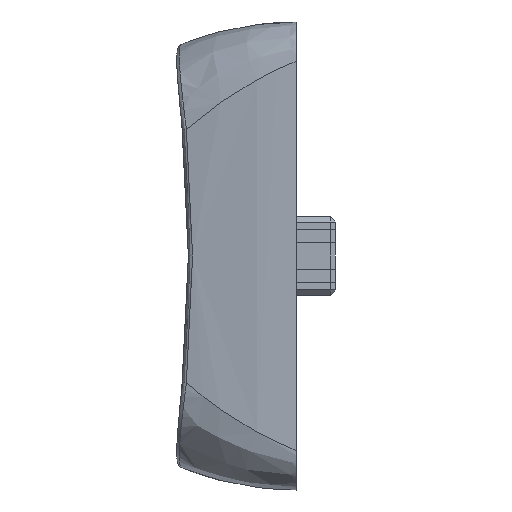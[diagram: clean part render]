
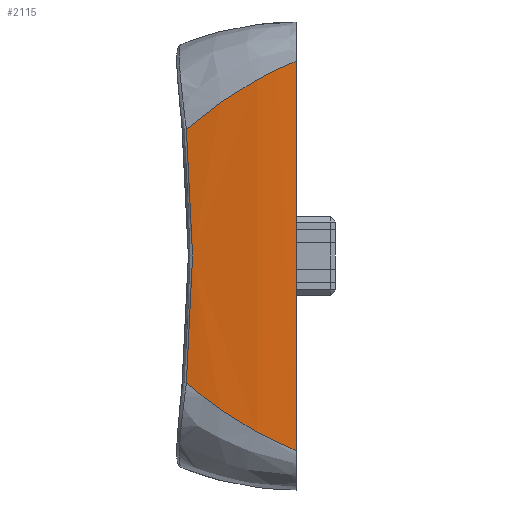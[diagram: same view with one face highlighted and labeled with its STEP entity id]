
A CAD part, left-side view. The second image highlights one B-rep face of the part: STEP entity #2115.
In plain terms, the highlighted cylindrical face has radius 20.743 mm (diameter 41.487 mm), a partial arc.
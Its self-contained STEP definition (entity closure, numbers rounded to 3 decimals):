
#115=LINE('',#3971,#343);
#343=VECTOR('',#2403,10.);
#571=CYLINDRICAL_SURFACE('',#2252,20.743);
#603=FACE_OUTER_BOUND('',#730,.T.);
#730=EDGE_LOOP('',(#1537,#1538,#1539,#1540));
#876=B_SPLINE_CURVE_WITH_KNOTS('',3,(#3712,#3713,#3714,#3715),
 .UNSPECIFIED.,.F.,.F.,(4,4),(-0.97,0.),.UNSPECIFIED.);
#884=B_SPLINE_CURVE_WITH_KNOTS('',3,(#3932,#3933,#3934,#3935,#3936,#3937,
#3938,#3939),.UNSPECIFIED.,.F.,.F.,(4,2,2,4),(-0.089,0.,0.405,
0.405),.UNSPECIFIED.);
#887=B_SPLINE_CURVE_WITH_KNOTS('',3,(#3963,#3964,#3965,#3966,#3967,#3968,
#3969,#3970),.UNSPECIFIED.,.F.,.F.,(4,2,2,4),(0.,0.,0.405,
0.494),.UNSPECIFIED.);
#960=VERTEX_POINT('',#3641);
#964=VERTEX_POINT('',#3711);
#970=VERTEX_POINT('',#3931);
#972=VERTEX_POINT('',#3962);
#1175=EDGE_CURVE('',#960,#964,#876,.T.);
#1186=EDGE_CURVE('',#964,#970,#884,.T.);
#1189=EDGE_CURVE('',#972,#960,#887,.T.);
#1190=EDGE_CURVE('',#970,#972,#115,.T.);
#1537=ORIENTED_EDGE('',*,*,#1175,.F.);
#1538=ORIENTED_EDGE('',*,*,#1189,.F.);
#1539=ORIENTED_EDGE('',*,*,#1190,.F.);
#1540=ORIENTED_EDGE('',*,*,#1186,.F.);
#2115=ADVANCED_FACE('',(#603),#571,.T.);
#2252=AXIS2_PLACEMENT_3D('',#3961,#2401,#2402);
#2401=DIRECTION('center_axis',(0.,0.,1.));
#2402=DIRECTION('ref_axis',(-0.92,0.391,0.));
#2403=DIRECTION('',(0.,0.,-1.));
#3641=CARTESIAN_POINT('',(-18.046,7.695,-4.841));
#3711=CARTESIAN_POINT('',(-18.046,7.695,4.841));
#3712=CARTESIAN_POINT('Ctrl Pts',(-18.046,7.695,-4.841));
#3713=CARTESIAN_POINT('Ctrl Pts',(-18.111,7.381,-1.624));
#3714=CARTESIAN_POINT('Ctrl Pts',(-18.111,7.381,1.624));
#3715=CARTESIAN_POINT('Ctrl Pts',(-18.046,7.695,4.841));
#3931=CARTESIAN_POINT('',(-18.475,3.5,7.45));
#3932=CARTESIAN_POINT('Ctrl Pts',(-18.046,7.695,4.841));
#3933=CARTESIAN_POINT('Ctrl Pts',(-18.092,7.472,5.038));
#3934=CARTESIAN_POINT('Ctrl Pts',(-18.136,7.243,5.229));
#3935=CARTESIAN_POINT('Ctrl Pts',(-18.361,5.935,6.254));
#3936=CARTESIAN_POINT('Ctrl Pts',(-18.475,4.742,6.95));
#3937=CARTESIAN_POINT('Ctrl Pts',(-18.475,3.5,7.45));
#3938=CARTESIAN_POINT('Ctrl Pts',(-18.475,3.5,7.45));
#3939=CARTESIAN_POINT('Ctrl Pts',(-18.475,3.5,7.45));
#3961=CARTESIAN_POINT('Origin',(2.268,3.5,0.));
#3962=CARTESIAN_POINT('',(-18.475,3.5,-7.45));
#3963=CARTESIAN_POINT('Ctrl Pts',(-18.475,3.5,-7.45));
#3964=CARTESIAN_POINT('Ctrl Pts',(-18.475,3.5,-7.45));
#3965=CARTESIAN_POINT('Ctrl Pts',(-18.475,3.5,-7.45));
#3966=CARTESIAN_POINT('Ctrl Pts',(-18.475,4.742,-6.95));
#3967=CARTESIAN_POINT('Ctrl Pts',(-18.361,5.935,-6.254));
#3968=CARTESIAN_POINT('Ctrl Pts',(-18.136,7.243,-5.229));
#3969=CARTESIAN_POINT('Ctrl Pts',(-18.092,7.472,-5.038));
#3970=CARTESIAN_POINT('Ctrl Pts',(-18.046,7.695,-4.841));
#3971=CARTESIAN_POINT('',(-18.475,3.5,0.));
